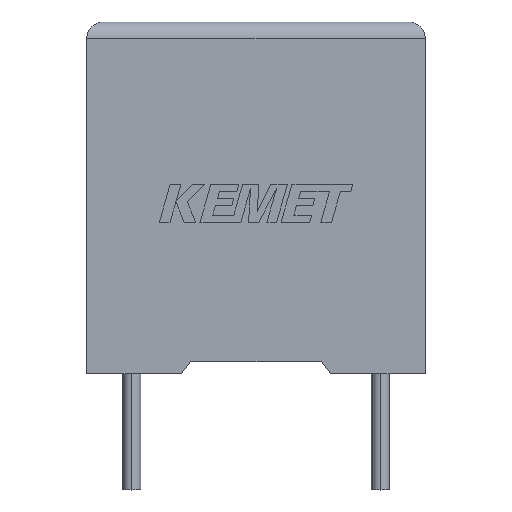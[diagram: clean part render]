
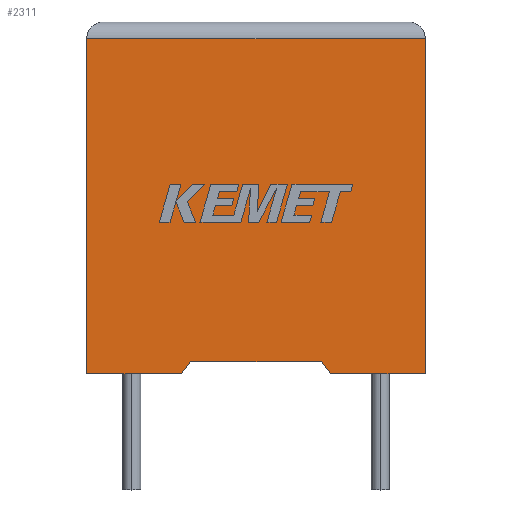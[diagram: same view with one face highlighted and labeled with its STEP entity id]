
A CAD part, top view. The second image highlights one B-rep face of the part: STEP entity #2311.
In plain terms, the highlighted planar face has unit normal (0, 0, 1).
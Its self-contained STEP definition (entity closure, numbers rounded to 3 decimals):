
#8 = EDGE_CURVE ( 'NONE', #2375, #95, #765, .T. ) ;
#47 = CARTESIAN_POINT ( 'NONE',  ( 0., 0., 5.1 ) ) ;
#95 = VERTEX_POINT ( 'NONE', #879 ) ;
#102 = DIRECTION ( 'NONE',  ( 1., 0., 0. ) ) ;
#206 = VERTEX_POINT ( 'NONE', #1671 ) ;
#212 = VERTEX_POINT ( 'NONE', #1882 ) ;
#222 = CARTESIAN_POINT ( 'NONE',  ( 10.2, 0., 5.1 ) ) ;
#292 = DIRECTION ( 'NONE',  ( 0., 0., -1. ) ) ;
#315 = CARTESIAN_POINT ( 'NONE',  ( 0., 0., 5.1 ) ) ;
#436 = ORIENTED_EDGE ( 'NONE', *, *, #2544, .F. ) ;
#536 = LINE ( 'NONE', #549, #2623 ) ;
#544 = EDGE_LOOP ( 'NONE', ( #2114, #2939, #1776, #2220, #943, #436, #1146, #2411 ) ) ;
#549 = CARTESIAN_POINT ( 'NONE',  ( 0., 0., 5.1 ) ) ;
#651 = LINE ( 'NONE', #1106, #2871 ) ;
#664 = EDGE_CURVE ( 'NONE', #2998, #1143, #2867, .T. ) ;
#670 = EDGE_CURVE ( 'NONE', #741, #2998, #536, .T. ) ;
#695 = LINE ( 'NONE', #1646, #2137 ) ;
#741 = VERTEX_POINT ( 'NONE', #2960 ) ;
#765 = LINE ( 'NONE', #315, #2082 ) ;
#804 = FACE_OUTER_BOUND ( 'NONE', #544, .T. ) ;
#814 = VECTOR ( 'NONE', #2697, 1000. ) ;
#879 = CARTESIAN_POINT ( 'NONE',  ( 0., 0., 5.1 ) ) ;
#943 = ORIENTED_EDGE ( 'NONE', *, *, #2975, .F. ) ;
#1033 = EDGE_CURVE ( 'NONE', #206, #741, #651, .T. ) ;
#1106 = CARTESIAN_POINT ( 'NONE',  ( 7.35, 0., 5.1 ) ) ;
#1127 = VECTOR ( 'NONE', #1432, 1000. ) ;
#1143 = VERTEX_POINT ( 'NONE', #1880 ) ;
#1146 = ORIENTED_EDGE ( 'NONE', *, *, #1033, .T. ) ;
#1314 = LINE ( 'NONE', #1809, #814 ) ;
#1432 = DIRECTION ( 'NONE',  ( 1., 0., 0. ) ) ;
#1646 = CARTESIAN_POINT ( 'NONE',  ( 5.1, 0.365, 5.1 ) ) ;
#1671 = CARTESIAN_POINT ( 'NONE',  ( 7.067, 0.365, 5.1 ) ) ;
#1692 = DIRECTION ( 'NONE',  ( -0.613, -0.79, 0. ) ) ;
#1776 = ORIENTED_EDGE ( 'NONE', *, *, #8, .T. ) ;
#1809 = CARTESIAN_POINT ( 'NONE',  ( 0., 10.1, 5.1 ) ) ;
#1817 = DIRECTION ( 'NONE',  ( 0.613, -0.79, 0. ) ) ;
#1880 = CARTESIAN_POINT ( 'NONE',  ( 10.2, 10.1, 5.1 ) ) ;
#1882 = CARTESIAN_POINT ( 'NONE',  ( 3.133, 0.365, 5.1 ) ) ;
#1945 = LINE ( 'NONE', #1964, #2374 ) ;
#1964 = CARTESIAN_POINT ( 'NONE',  ( 2.85, 0., 5.1 ) ) ;
#2029 = EDGE_CURVE ( 'NONE', #1143, #2375, #1314, .T. ) ;
#2051 = EDGE_CURVE ( 'NONE', #95, #2933, #2564, .T. ) ;
#2082 = VECTOR ( 'NONE', #2605, 1000. ) ;
#2114 = ORIENTED_EDGE ( 'NONE', *, *, #664, .T. ) ;
#2137 = VECTOR ( 'NONE', #2141, 1000. ) ;
#2141 = DIRECTION ( 'NONE',  ( -1., 0., 0. ) ) ;
#2214 = DIRECTION ( 'NONE',  ( 0., 1., 0. ) ) ;
#2220 = ORIENTED_EDGE ( 'NONE', *, *, #2051, .T. ) ;
#2311 = ADVANCED_FACE ( 'NONE', ( #804 ), #2858, .F. ) ;
#2338 = CARTESIAN_POINT ( 'NONE',  ( 2.85, 0., 5.1 ) ) ;
#2374 = VECTOR ( 'NONE', #1692, 1000. ) ;
#2375 = VERTEX_POINT ( 'NONE', #2732 ) ;
#2379 = CARTESIAN_POINT ( 'NONE',  ( 10.2, 0., 5.1 ) ) ;
#2411 = ORIENTED_EDGE ( 'NONE', *, *, #670, .T. ) ;
#2422 = AXIS2_PLACEMENT_3D ( 'NONE', #47, #292, #2665 ) ;
#2544 = EDGE_CURVE ( 'NONE', #206, #212, #695, .T. ) ;
#2550 = CARTESIAN_POINT ( 'NONE',  ( 0., 0., 5.1 ) ) ;
#2564 = LINE ( 'NONE', #2550, #1127 ) ;
#2605 = DIRECTION ( 'NONE',  ( 0., -1., 0. ) ) ;
#2623 = VECTOR ( 'NONE', #102, 1000. ) ;
#2665 = DIRECTION ( 'NONE',  ( -1., 0., 0. ) ) ;
#2682 = VECTOR ( 'NONE', #2214, 1000. ) ;
#2697 = DIRECTION ( 'NONE',  ( -1., 0., 0. ) ) ;
#2732 = CARTESIAN_POINT ( 'NONE',  ( 0., 10.1, 5.1 ) ) ;
#2858 = PLANE ( 'NONE',  #2422 ) ;
#2867 = LINE ( 'NONE', #222, #2682 ) ;
#2871 = VECTOR ( 'NONE', #1817, 1000. ) ;
#2933 = VERTEX_POINT ( 'NONE', #2338 ) ;
#2939 = ORIENTED_EDGE ( 'NONE', *, *, #2029, .T. ) ;
#2960 = CARTESIAN_POINT ( 'NONE',  ( 7.35, 0., 5.1 ) ) ;
#2975 = EDGE_CURVE ( 'NONE', #212, #2933, #1945, .T. ) ;
#2998 = VERTEX_POINT ( 'NONE', #2379 ) ;
